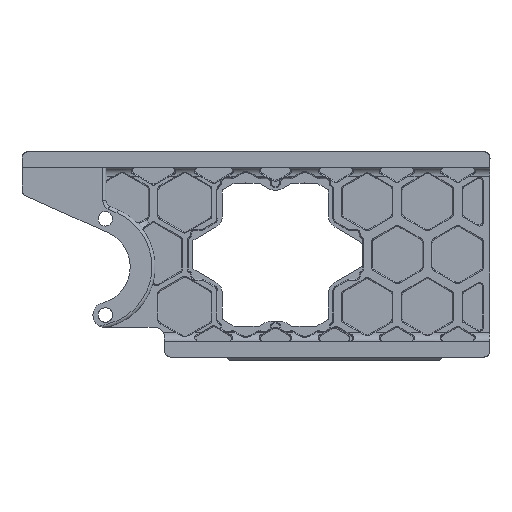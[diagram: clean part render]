
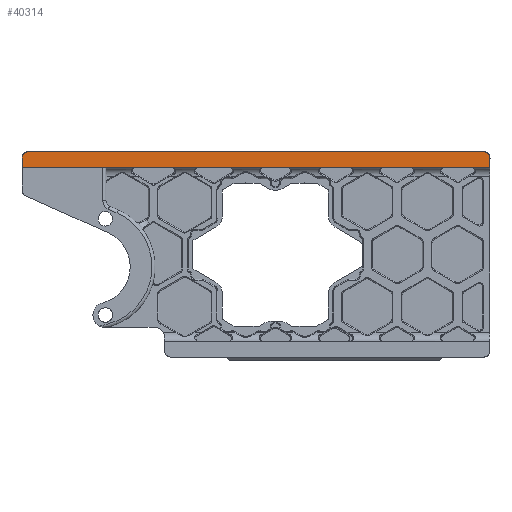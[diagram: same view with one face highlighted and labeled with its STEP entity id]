
A CAD part, front view. The second image highlights one B-rep face of the part: STEP entity #40314.
In plain terms, the highlighted planar face has unit normal (0, -1, 0).
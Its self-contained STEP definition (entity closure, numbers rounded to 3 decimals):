
#64 = AXIS2_PLACEMENT_3D ( 'NONE', #41667, #38362, #9270 ) ;
#879 = CARTESIAN_POINT ( 'NONE',  ( 27.4, -38., 124.096 ) ) ;
#992 = VERTEX_POINT ( 'NONE', #20173 ) ;
#1028 = EDGE_CURVE ( 'NONE', #28542, #2666, #23385, .T. ) ;
#2210 = CARTESIAN_POINT ( 'NONE',  ( -32.599, -38., 110.56 ) ) ;
#2666 = VERTEX_POINT ( 'NONE', #16564 ) ;
#3902 = EDGE_LOOP ( 'NONE', ( #33406, #30177, #7433, #34700, #26413, #7300 ) ) ;
#3953 = LINE ( 'NONE', #879, #33538 ) ;
#6756 = CARTESIAN_POINT ( 'NONE',  ( 117.9, -38., 58.096 ) ) ;
#6782 = CARTESIAN_POINT ( 'NONE',  ( 117.9, -38., 122.096 ) ) ;
#7300 = ORIENTED_EDGE ( 'NONE', *, *, #24441, .T. ) ;
#7433 = ORIENTED_EDGE ( 'NONE', *, *, #44578, .F. ) ;
#7661 = VERTEX_POINT ( 'NONE', #31467 ) ;
#7709 = CARTESIAN_POINT ( 'NONE',  ( 117.129, -38., 123.695 ) ) ;
#9270 = DIRECTION ( 'NONE',  ( -1., 0., 0. ) ) ;
#9355 = VERTEX_POINT ( 'NONE', #40576 ) ;
#9500 = PLANE ( 'NONE',  #64 ) ;
#9964 = VERTEX_POINT ( 'NONE', #27964 ) ;
#10790 = CARTESIAN_POINT ( 'NONE',  ( 115.9, -38., 124.096 ) ) ;
#11263 = DIRECTION ( 'NONE',  ( -1., 0., 0. ) ) ;
#13857 = CARTESIAN_POINT ( 'NONE',  ( 116.907, -38., 123.844 ) ) ;
#13918 = LINE ( 'NONE', #44392, #14064 ) ;
#14064 = VECTOR ( 'NONE', #11263, 1000. ) ;
#15105 = CARTESIAN_POINT ( 'NONE',  ( -32.599, -38., 122.096 ) ) ;
#15262 = DIRECTION ( 'NONE',  ( 1., 0., 0. ) ) ;
#16151 = CARTESIAN_POINT ( 'NONE',  ( -32.599, -38., 122.096 ) ) ;
#16564 = CARTESIAN_POINT ( 'NONE',  ( -30.599, -38., 124.096 ) ) ;
#17665 = CARTESIAN_POINT ( 'NONE',  ( 116.162, -38., 124.096 ) ) ;
#19713 = CARTESIAN_POINT ( 'NONE',  ( -31.829, -38., 123.695 ) ) ;
#20173 = CARTESIAN_POINT ( 'NONE',  ( 117.9, -38., 122.096 ) ) ;
#20410 = CARTESIAN_POINT ( 'NONE',  ( -30.861, -38., 124.096 ) ) ;
#21445 = EDGE_CURVE ( 'NONE', #9964, #992, #25207, .T. ) ;
#23256 = CARTESIAN_POINT ( 'NONE',  ( -30.599, -38., 124.096 ) ) ;
#23385 = B_SPLINE_CURVE_WITH_KNOTS ( 'NONE', 3,
 ( #16151, #37482, #34871, #27286, #41933, #19713, #26828, #23730, #20410, #23256 ),
 .UNSPECIFIED., .F., .F.,
 ( 4, 2, 2, 2, 4 ),
 ( 0., 0.25, 0.5, 0.75, 1. ),
 .UNSPECIFIED. ) ;
#23730 = CARTESIAN_POINT ( 'NONE',  ( -31.123, -38., 124.044 ) ) ;
#24441 = EDGE_CURVE ( 'NONE', #28542, #9355, #45251, .T. ) ;
#24623 = FACE_OUTER_BOUND ( 'NONE', #3902, .T. ) ;
#25071 = VECTOR ( 'NONE', #37476, 1000. ) ;
#25207 = LINE ( 'NONE', #6756, #30187 ) ;
#25228 = CARTESIAN_POINT ( 'NONE',  ( 116.424, -38., 124.044 ) ) ;
#25329 = EDGE_CURVE ( 'NONE', #2666, #7661, #3953, .T. ) ;
#25465 = CARTESIAN_POINT ( 'NONE',  ( 117.9, -38., 122.358 ) ) ;
#26413 = ORIENTED_EDGE ( 'NONE', *, *, #1028, .F. ) ;
#26828 = CARTESIAN_POINT ( 'NONE',  ( -31.607, -38., 123.844 ) ) ;
#27286 = CARTESIAN_POINT ( 'NONE',  ( -32.347, -38., 123.103 ) ) ;
#27964 = CARTESIAN_POINT ( 'NONE',  ( 117.9, -38., 119.096 ) ) ;
#28542 = VERTEX_POINT ( 'NONE', #15105 ) ;
#28811 = CARTESIAN_POINT ( 'NONE',  ( 117.499, -38., 123.325 ) ) ;
#30177 = ORIENTED_EDGE ( 'NONE', *, *, #21445, .T. ) ;
#30187 = VECTOR ( 'NONE', #46055, 1000. ) ;
#31467 = CARTESIAN_POINT ( 'NONE',  ( 115.9, -38., 124.096 ) ) ;
#31902 = EDGE_CURVE ( 'NONE', #9964, #9355, #13918, .T. ) ;
#33406 = ORIENTED_EDGE ( 'NONE', *, *, #31902, .F. ) ;
#33538 = VECTOR ( 'NONE', #15262, 1000. ) ;
#34700 = ORIENTED_EDGE ( 'NONE', *, *, #25329, .F. ) ;
#34871 = CARTESIAN_POINT ( 'NONE',  ( -32.547, -38., 122.62 ) ) ;
#37476 = DIRECTION ( 'NONE',  ( 0., 0., -1. ) ) ;
#37482 = CARTESIAN_POINT ( 'NONE',  ( -32.599, -38., 122.358 ) ) ;
#38362 = DIRECTION ( 'NONE',  ( 0., 1., 0. ) ) ;
#39204 = CARTESIAN_POINT ( 'NONE',  ( 117.848, -38., 122.62 ) ) ;
#40314 = ADVANCED_FACE ( 'NONE', ( #24623 ), #9500, .F. ) ;
#40576 = CARTESIAN_POINT ( 'NONE',  ( -32.599, -38., 119.096 ) ) ;
#41667 = CARTESIAN_POINT ( 'NONE',  ( 27.4, -38., 91.096 ) ) ;
#41933 = CARTESIAN_POINT ( 'NONE',  ( -32.199, -38., 123.325 ) ) ;
#43673 = CARTESIAN_POINT ( 'NONE',  ( 117.648, -38., 123.103 ) ) ;
#43849 = B_SPLINE_CURVE_WITH_KNOTS ( 'NONE', 3,
 ( #10790, #17665, #25228, #13857, #7709, #28811, #43673, #39204, #25465, #6782 ),
 .UNSPECIFIED., .F., .F.,
 ( 4, 2, 2, 2, 4 ),
 ( 0., 0.25, 0.5, 0.75, 1. ),
 .UNSPECIFIED. ) ;
#44392 = CARTESIAN_POINT ( 'NONE',  ( 27.4, -38., 119.096 ) ) ;
#44578 = EDGE_CURVE ( 'NONE', #7661, #992, #43849, .T. ) ;
#45251 = LINE ( 'NONE', #2210, #25071 ) ;
#46055 = DIRECTION ( 'NONE',  ( 0., 0., 1. ) ) ;
